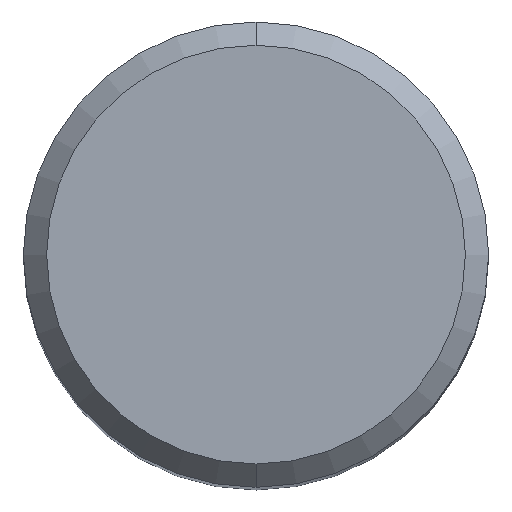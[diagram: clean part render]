
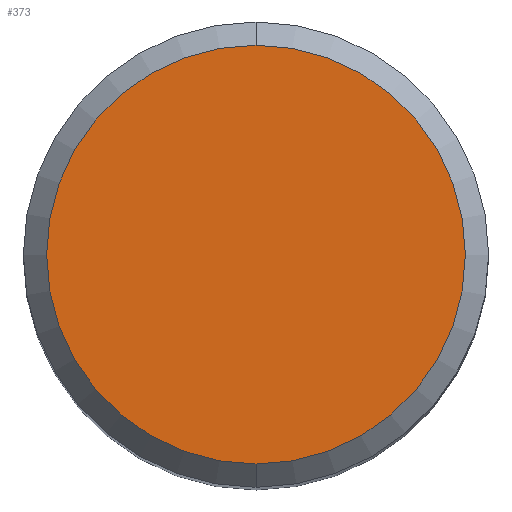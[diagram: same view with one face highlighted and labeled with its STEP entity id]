
A CAD part, top view. The second image highlights one B-rep face of the part: STEP entity #373.
In plain terms, the highlighted planar face has unit normal (0, 0, 1).
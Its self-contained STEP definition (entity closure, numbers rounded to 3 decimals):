
#239=EDGE_CURVE('',#437,#359,#546,.T.);
#319=EDGE_CURVE('',#359,#437,#636,.T.);
#359=VERTEX_POINT('',#677);
#373=ADVANCED_FACE('',(#695),#696,.T.);
#437=VERTEX_POINT('',#765);
#546=CIRCLE('',#972,5.4);
#636=CIRCLE('',#1143,5.4);
#677=CARTESIAN_POINT('',(0.,-5.4,0.0));
#695=FACE_OUTER_BOUND('',#1244,.T.);
#696=PLANE('',#1245);
#765=CARTESIAN_POINT('',(0.0,5.4,0.0));
#972=AXIS2_PLACEMENT_3D('',#1572,#1573,#1574);
#1143=AXIS2_PLACEMENT_3D('',#1689,#1690,#1691);
#1244=EDGE_LOOP('',(#1759,#1760));
#1245=AXIS2_PLACEMENT_3D('',#1761,#1762,#1763);
#1572=CARTESIAN_POINT('',(0.0,0.0,0.0));
#1573=DIRECTION('',(0.0,0.0,-1.0));
#1574=DIRECTION('',(0.0,1.0,0.0));
#1689=CARTESIAN_POINT('',(0.0,0.0,0.0));
#1690=DIRECTION('',(0.0,0.0,-1.0));
#1691=DIRECTION('',(0.0,1.0,0.0));
#1759=ORIENTED_EDGE('',*,*,#239,.F.);
#1760=ORIENTED_EDGE('',*,*,#319,.F.);
#1761=CARTESIAN_POINT('',(0.0,2.7,0.0));
#1762=DIRECTION('',(-0.0,0.0,1.0));
#1763=DIRECTION('',(0.0,-1.0,0.0));
